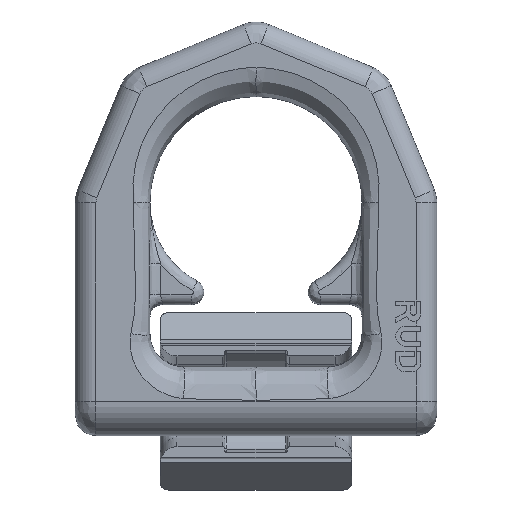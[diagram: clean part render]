
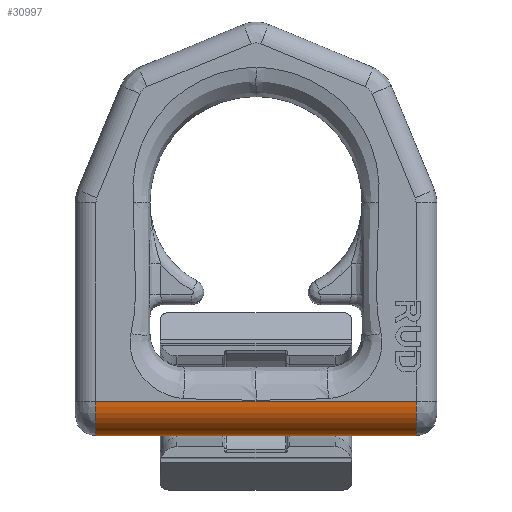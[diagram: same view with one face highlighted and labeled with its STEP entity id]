
A CAD part, front view. The second image highlights one B-rep face of the part: STEP entity #30997.
In plain terms, the highlighted cylindrical face has radius 8.25 mm (diameter 16.5 mm), a partial arc.
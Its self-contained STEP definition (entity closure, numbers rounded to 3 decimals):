
#22675=CARTESIAN_POINT('',(38.5,-47.75,0.));
#22676=DIRECTION('',(-1.,0.,0.));
#22677=DIRECTION('',(0.,0.,-1.));
#22678=AXIS2_PLACEMENT_3D('',#22675,#22676,#22677);
#23335=DIRECTION('',(1.,0.,0.));
#23336=VECTOR('',#23335,77.);
#23337=CARTESIAN_POINT('',(-38.5,-47.75,-8.25));
#23338=LINE('',#23337,#23336);
#23339=CARTESIAN_POINT('',(-38.5,-47.75,0.));
#23340=DIRECTION('',(-1.,0.,0.));
#23341=DIRECTION('',(0.,0.,-1.));
#23342=AXIS2_PLACEMENT_3D('',#23339,#23340,#23341);
#23344=DIRECTION('',(1.,0.,0.));
#23345=VECTOR('',#23344,77.);
#23346=CARTESIAN_POINT('',(-38.5,-47.75,8.25));
#23347=LINE('',#23346,#23345);
#24563=CARTESIAN_POINT('',(-38.5,-47.75,8.25));
#24565=VERTEX_POINT('',#24563);
#24636=CARTESIAN_POINT('',(38.5,-47.75,8.25));
#24637=VERTEX_POINT('',#24636);
#24673=CARTESIAN_POINT('',(-38.5,-47.75,-8.25));
#24675=VERTEX_POINT('',#24673);
#24725=CARTESIAN_POINT('',(38.5,-47.75,-8.25));
#24727=VERTEX_POINT('',#24725);
#30986=CARTESIAN_POINT('',(100.207,-47.75,0.));
#30987=DIRECTION('',(1.,0.,0.));
#30988=DIRECTION('',(0.,0.,1.));
#30989=AXIS2_PLACEMENT_3D('',#30986,#30987,#30988);
#30990=CYLINDRICAL_SURFACE('',#30989,8.25);
#30991=ORIENTED_EDGE('',*,*,#29953,.F.);
#30992=ORIENTED_EDGE('',*,*,#28878,.F.);
#30993=ORIENTED_EDGE('',*,*,#30139,.T.);
#30994=ORIENTED_EDGE('',*,*,#24843,.T.);
#30995=EDGE_LOOP('',(#30991,#30992,#30993,#30994));
#30996=FACE_OUTER_BOUND('',#30995,.F.);
#30997=ADVANCED_FACE('',(#30996),#30990,.T.);
#22679=CIRCLE('',#22678,8.25);
#23343=CIRCLE('',#23342,8.25);
#24843=EDGE_CURVE('',#24565,#24637,#23347,.T.);
#28878=EDGE_CURVE('',#24675,#24727,#23338,.T.);
#29953=EDGE_CURVE('',#24727,#24637,#22679,.T.);
#30139=EDGE_CURVE('',#24675,#24565,#23343,.T.);
